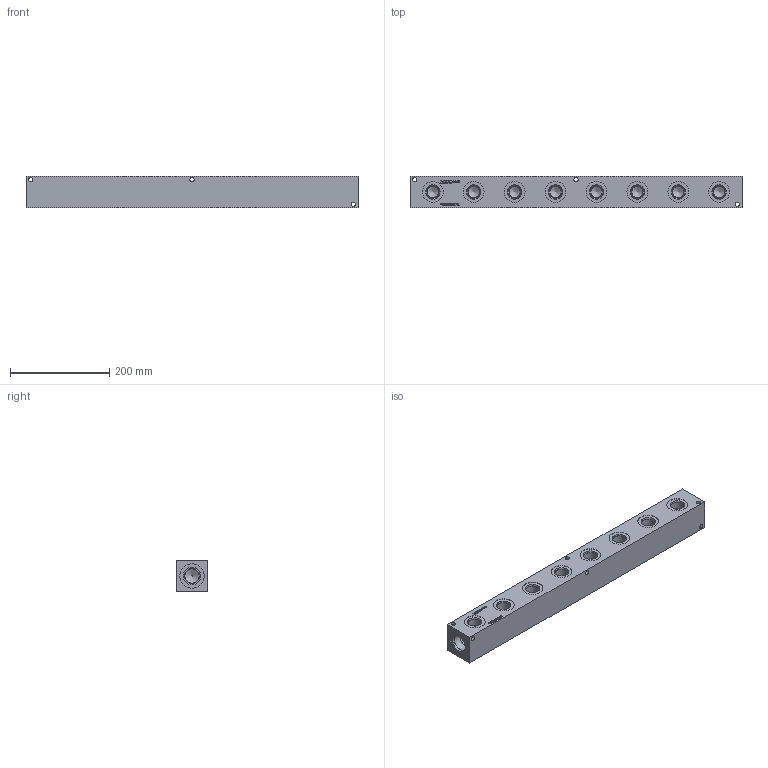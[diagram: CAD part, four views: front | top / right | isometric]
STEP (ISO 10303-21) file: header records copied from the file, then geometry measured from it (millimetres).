
FILE_DESCRIPTION(/* description */ (''),/* implementation_level */ '2;1');
FILE_NAME(/* name */ '_H0000812S.stp',/* time_stamp */ '2020-03-26T12:31:00-04:00',/* author */ ('devonn'),/* organization */ (''),/* preprocessor_version */ 'ST-DEVELOPER v17',/* originating_system */ 'Autodesk Inventor 2019',/* authorisation */ '');
FILE_SCHEMA (('AUTOMOTIVE_DESIGN { 1 0 10303 214 3 1 1 }'));
Length unit declared in the file: millimetre
Products named in the file (1): Part_AH0000812S_3D
Bounding box: 669.92 x 63.5 x 63.5 mm (x, y, z)
Volume: 2487662.7 mm3; surface area: 212804.2 mm2
Topology: 1 solids, 1 shells, 434 faces, 1180 edges, 790 vertices
Faces by surface type: plane 229, bspline 103, cylinder 62, cone 40
Full cylindrical faces by diameter (mm): 8.738 x12, 23.012 x8, 24.917 x8, 26.99 x8, 27.432 x8, 28.575 x2, 31.267 x2, 33.34 x2, 33.757 x2, 42.037 x8, 49.124 x2
Entity records: 14567 total; most frequent: CARTESIAN_POINT 3734, ORIENTED_EDGE 2340, DIRECTION 1850, EDGE_CURVE 1170, VERTEX_POINT 790, LINE 742, VECTOR 742, AXIS2_PLACEMENT_3D 554
